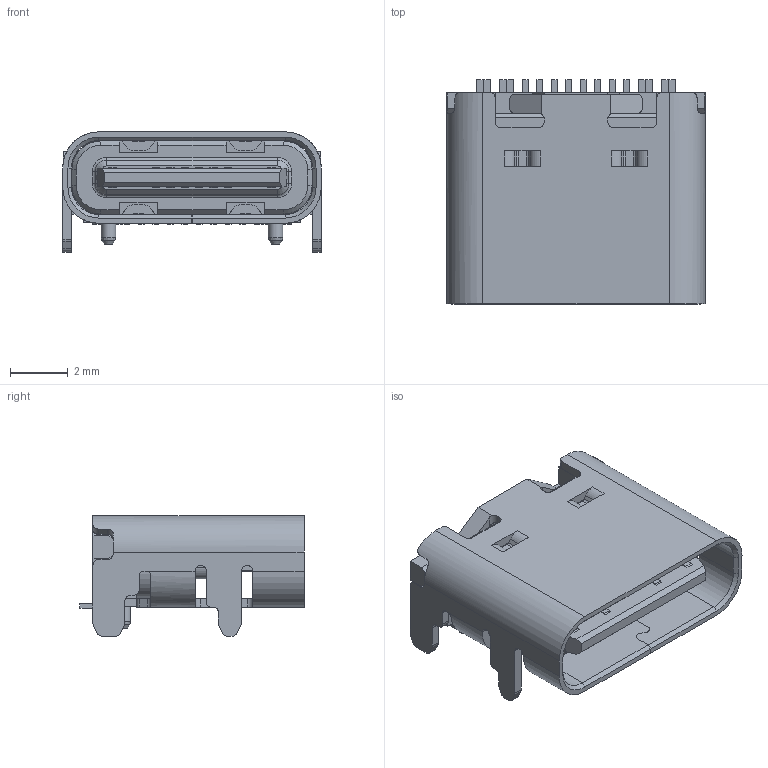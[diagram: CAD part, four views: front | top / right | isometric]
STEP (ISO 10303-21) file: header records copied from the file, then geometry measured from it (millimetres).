
FILE_DESCRIPTION(/* description */ (''),/* implementation_level */ '2;1');
FILE_NAME(/* name */ '22.stp',/* time_stamp */ '2022-12-05T16:46:49+08:00',/* author */ (''),/* organization */ (''),/* preprocessor_version */ 'ST-DEVELOPER v16',/* originating_system */ 'SIEMENS PLM Software NX 10.0',/* authorisation */ '');
FILE_SCHEMA (('CONFIG_CONTROL_DESIGN'));
Length unit declared in the file: millimetre
Products named in the file (1): 22
Bounding box: 8.94 x 7.75 x 4.16 mm (x, y, z)
Volume: 115.5 mm3; surface area: 469.5 mm2
Topology: 1 solids, 1 shells, 611 faces, 1815 edges, 1178 vertices
Faces by surface type: plane 439, cylinder 150, cone 14, torus 4, bspline 4
Entity records: 20787 total; most frequent: CARTESIAN_POINT 4069, ORIENTED_EDGE 3618, DIRECTION 3347, EDGE_CURVE 1809, LINE 1439, VECTOR 1439, VERTEX_POINT 1176, AXIS2_PLACEMENT_3D 954
